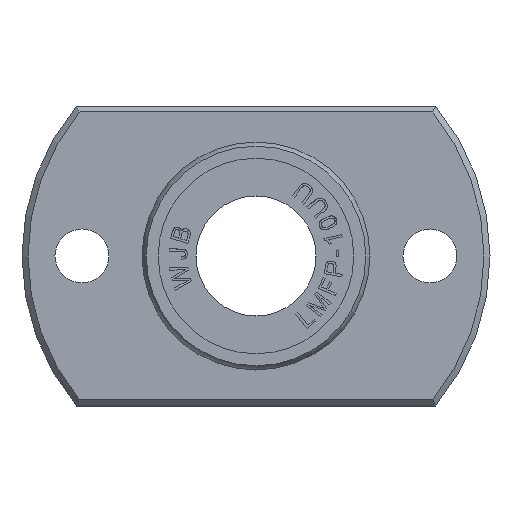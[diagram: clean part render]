
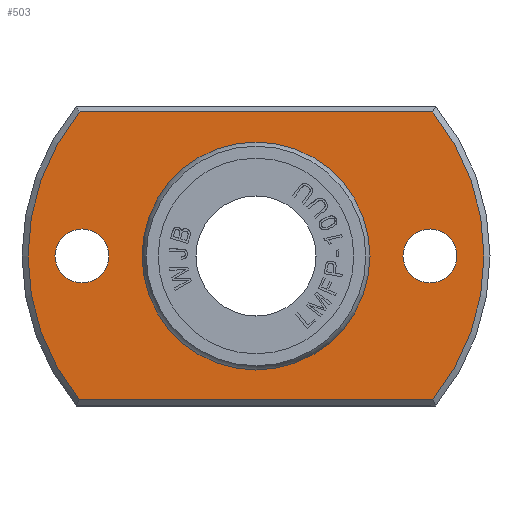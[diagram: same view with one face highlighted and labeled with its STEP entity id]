
A CAD part, left-side view. The second image highlights one B-rep face of the part: STEP entity #503.
In plain terms, the highlighted planar face has unit normal (-1, 0, 0).
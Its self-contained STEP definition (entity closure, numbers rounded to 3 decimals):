
#503=ADVANCED_FACE('',(#2200,#2201,#2202,#2203),#856,.T.);
#856=PLANE('',#6365);
#1109=CIRCLE('',#6360,2.25);
#1110=CIRCLE('',#6361,2.25);
#1111=CIRCLE('',#6362,9.286);
#1112=CIRCLE('',#6363,19.);
#1113=CIRCLE('',#6364,19.);
#2200=FACE_BOUND('',#2303,.T.);
#2201=FACE_BOUND('',#2304,.T.);
#2202=FACE_BOUND('',#2305,.T.);
#2203=FACE_BOUND('',#2306,.T.);
#2303=EDGE_LOOP('',(#2937));
#2304=EDGE_LOOP('',(#2938));
#2305=EDGE_LOOP('',(#2939));
#2306=EDGE_LOOP('',(#2940,#2941,#2942,#2943));
#2937=ORIENTED_EDGE('',*,*,#5271,.F.);
#2938=ORIENTED_EDGE('',*,*,#5272,.F.);
#2939=ORIENTED_EDGE('',*,*,#5273,.F.);
#2940=ORIENTED_EDGE('',*,*,#5274,.F.);
#2941=ORIENTED_EDGE('',*,*,#5275,.F.);
#2942=ORIENTED_EDGE('',*,*,#5276,.F.);
#2943=ORIENTED_EDGE('',*,*,#5277,.F.);
#4683=VERTEX_POINT('',#9314);
#4684=VERTEX_POINT('',#9316);
#4685=VERTEX_POINT('',#9318);
#4686=VERTEX_POINT('',#9320);
#4687=VERTEX_POINT('',#9321);
#4688=VERTEX_POINT('',#9326);
#4689=VERTEX_POINT('',#9328);
#5271=EDGE_CURVE('',#4683,#4683,#1109,.T.);
#5272=EDGE_CURVE('',#4684,#4684,#1110,.T.);
#5273=EDGE_CURVE('',#4685,#4685,#1111,.T.);
#5274=EDGE_CURVE('',#4686,#4687,#1112,.T.);
#5275=EDGE_CURVE('',#4688,#4686,#5965,.T.);
#5276=EDGE_CURVE('',#4689,#4688,#1113,.T.);
#5277=EDGE_CURVE('',#4687,#4689,#5966,.T.);
#5965=B_SPLINE_CURVE_WITH_KNOTS('',3,(#9322,#9323,#9324,#9325),.UNSPECIFIED.,
 .F.,.F.,(4,4),(0.,1.),.UNSPECIFIED.);
#5966=B_SPLINE_CURVE_WITH_KNOTS('',3,(#9329,#9330,#9331,#9332),.UNSPECIFIED.,
 .F.,.F.,(4,4),(0.,1.),.UNSPECIFIED.);
#6360=AXIS2_PLACEMENT_3D('',#9313,#6897,#6898);
#6361=AXIS2_PLACEMENT_3D('',#9315,#6899,#6900);
#6362=AXIS2_PLACEMENT_3D('',#9317,#6901,#6902);
#6363=AXIS2_PLACEMENT_3D('',#9319,#6903,#6904);
#6364=AXIS2_PLACEMENT_3D('',#9327,#6905,#6906);
#6365=AXIS2_PLACEMENT_3D('',#9333,#6907,#6908);
#6897=DIRECTION('',(-1.,0.,0.));
#6898=DIRECTION('',(0.,0.,1.));
#6899=DIRECTION('',(-1.,0.,0.));
#6900=DIRECTION('',(0.,0.,1.));
#6901=DIRECTION('',(-1.,0.,0.));
#6902=DIRECTION('',(0.,0.,1.));
#6903=DIRECTION('',(1.,0.,0.));
#6904=DIRECTION('',(0.,0.,1.));
#6905=DIRECTION('',(1.,0.,0.));
#6906=DIRECTION('',(0.,0.,1.));
#6907=DIRECTION('',(-1.,0.,0.));
#6908=DIRECTION('',(0.,0.,1.));
#9313=CARTESIAN_POINT('',(6.,-14.5,0.));
#9314=CARTESIAN_POINT('',(6.,-14.5,2.25));
#9315=CARTESIAN_POINT('',(6.,14.5,0.));
#9316=CARTESIAN_POINT('',(6.,14.5,2.25));
#9317=CARTESIAN_POINT('',(6.,0.,0.));
#9318=CARTESIAN_POINT('',(6.,0.,9.286));
#9319=CARTESIAN_POINT('',(6.,0.,0.));
#9320=CARTESIAN_POINT('',(6.,14.732,-12.));
#9321=CARTESIAN_POINT('',(6.,14.732,12.));
#9322=CARTESIAN_POINT('',(6.,-14.731,-12.));
#9323=CARTESIAN_POINT('',(6.,-4.91,-12.));
#9324=CARTESIAN_POINT('',(6.,4.91,-12.));
#9325=CARTESIAN_POINT('',(6.,14.731,-12.));
#9326=CARTESIAN_POINT('',(6.,-14.732,-12.));
#9327=CARTESIAN_POINT('',(6.,0.,0.));
#9328=CARTESIAN_POINT('',(6.,-14.732,12.));
#9329=CARTESIAN_POINT('',(6.,14.731,12.));
#9330=CARTESIAN_POINT('',(6.,4.91,12.));
#9331=CARTESIAN_POINT('',(6.,-4.91,12.));
#9332=CARTESIAN_POINT('',(6.,-14.731,12.));
#9333=CARTESIAN_POINT('',(6.,0.,14.393));
